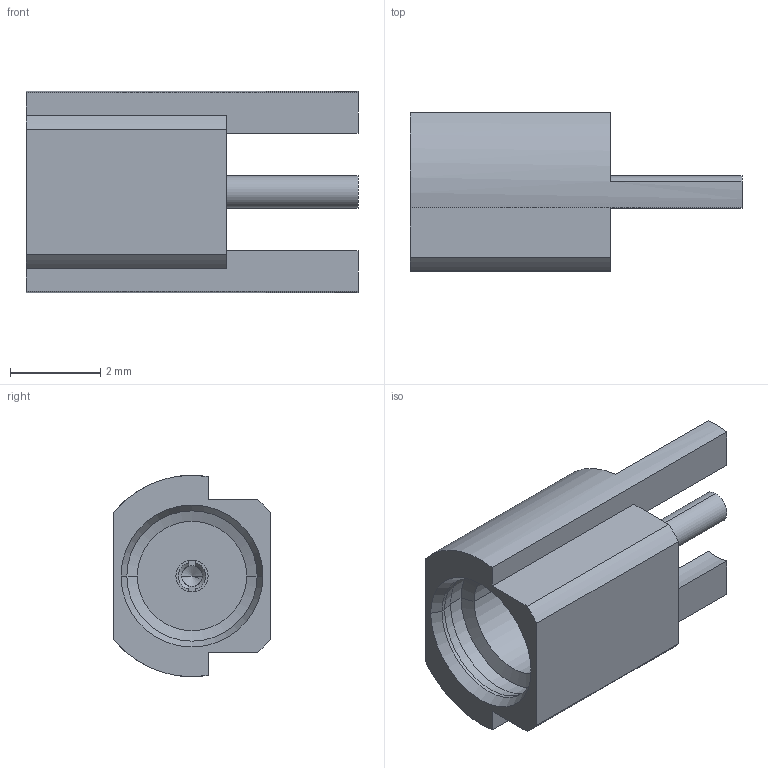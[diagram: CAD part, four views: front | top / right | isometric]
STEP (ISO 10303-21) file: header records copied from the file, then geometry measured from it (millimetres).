
FILE_DESCRIPTION((''),'2;1');
FILE_NAME('908-22100_SW0001','2019-12-13T',('Viji'),(''),'CREO PARAMETRIC BY PTC INC, 2018360','CREO PARAMETRIC BY PTC INC, 2018360','');
FILE_SCHEMA(('CONFIG_CONTROL_DESIGN'));
Length unit declared in the file: inch
Products named in the file (1): 908-22100_SW0001
Bounding box: 7.37 x 3.51 x 4.47 mm (x, y, z)
Volume: 48.1 mm3; surface area: 141 mm2
Topology: 1 solids, 1 shells, 55 faces, 134 edges, 83 vertices
Faces by surface type: plane 23, cylinder 20, cone 12
Entity records: 1652 total; most frequent: DIRECTION 292, CARTESIAN_POINT 290, ORIENTED_EDGE 264, EDGE_CURVE 132, AXIS2_PLACEMENT_3D 109, VERTEX_POINT 83, VECTOR 74, LINE 74
